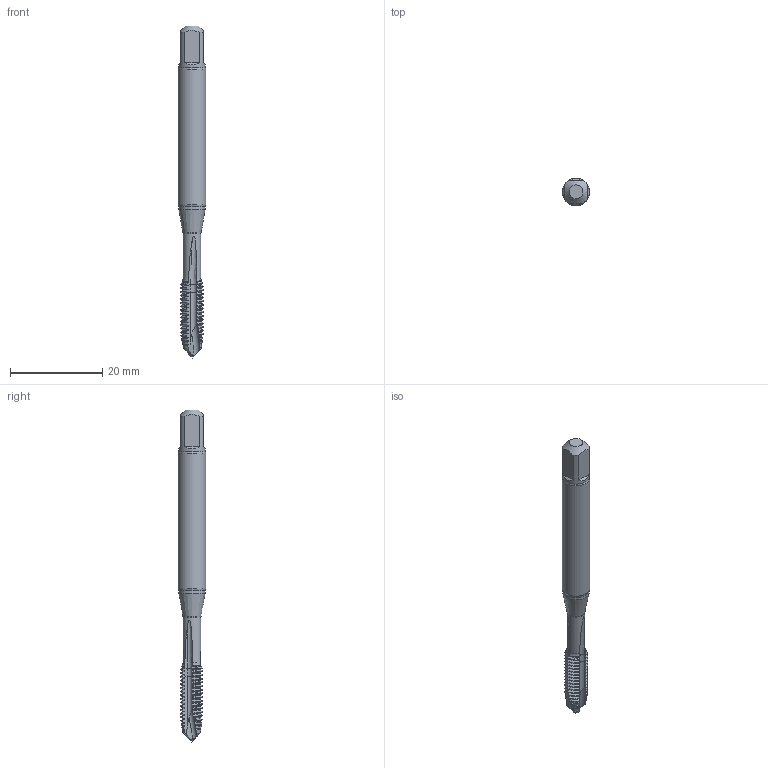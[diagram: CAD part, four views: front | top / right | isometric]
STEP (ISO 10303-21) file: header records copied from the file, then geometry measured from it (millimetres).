
FILE_DESCRIPTION(/* description */ (''),/* implementation_level */ '2;1');
FILE_NAME(/* name */ 'T32-PH01B03-5X0.8-63R_Detailed.stp',/* time_stamp */ '2024-09-06T11:08:58+02:00',/* author */ (''),/* organization */ (''),/* preprocessor_version */ 'ST-DEVELOPER v18.102',/* originating_system */ 'SIEMENS PLM Software NX2206.8101',/* authorisation */ '');
FILE_SCHEMA (('AUTOMOTIVE_DESIGN { 1 0 10303 214 3 1 1 1 }'));
Length unit declared in the file: millimetre
Products named in the file (1): T32-PH01B03-5X0.8-63R_Detailed
Bounding box: 6 x 6 x 72 mm (x, y, z)
Volume: 1425.5 mm3; surface area: 1293.5 mm2
Topology: 2 solids, 2 shells, 290 faces, 850 edges, 567 vertices
Faces by surface type: cone 134, torus 77, cylinder 56, plane 23
Full cylindrical faces by diameter (mm): 3.9 x1, 5.7 x1, 5.8 x1, 6 x1
Entity records: 13353 total; most frequent: CARTESIAN_POINT 6960, ORIENTED_EDGE 1654, EDGE_CURVE 827, DIRECTION 825, B_SPLINE_CURVE_WITH_KNOTS 662, VERTEX_POINT 553, AXIS2_PLACEMENT_3D 368, EDGE_LOOP 297
